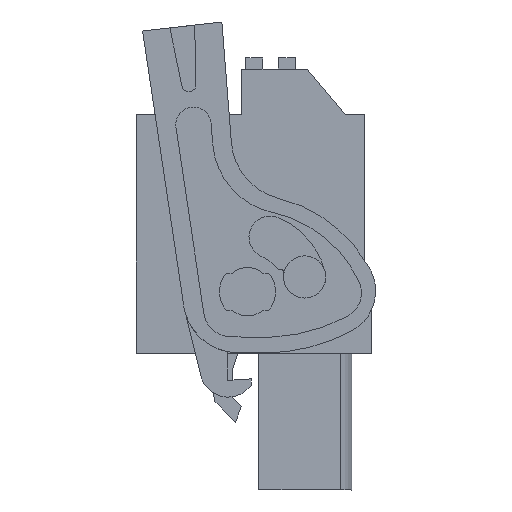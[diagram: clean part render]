
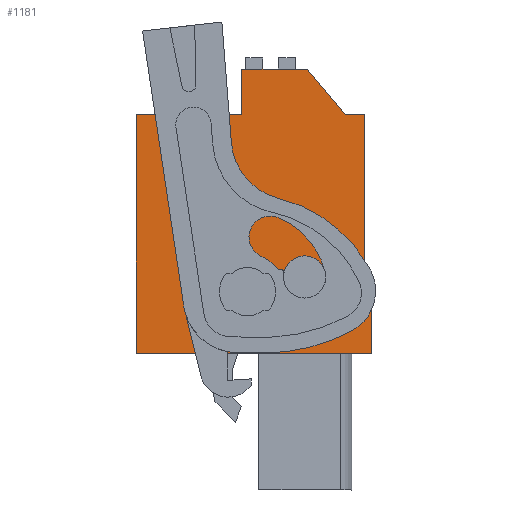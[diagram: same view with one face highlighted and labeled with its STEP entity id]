
A CAD part, left-side view. The second image highlights one B-rep face of the part: STEP entity #1181.
In plain terms, the highlighted planar face has unit normal (-1, 0, 0).
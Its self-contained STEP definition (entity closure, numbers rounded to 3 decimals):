
#1077=AXIS2_PLACEMENT_3D('Plane Axis2P3D',#1074,#1075,#1076) ;
#1147=AXIS2_PLACEMENT_3D('Circle Axis2P3D',#1145,#1146,$) ;
#1156=AXIS2_PLACEMENT_3D('Circle Axis2P3D',#1154,#1155,$) ;
#1165=AXIS2_PLACEMENT_3D('Circle Axis2P3D',#1163,#1164,$) ;
#1174=AXIS2_PLACEMENT_3D('Circle Axis2P3D',#1172,#1173,$) ;
#40=CARTESIAN_POINT('Vertex',(4.752,0.263,13.383)) ;
#45=CARTESIAN_POINT('Line Origine',(4.752,0.263,11.066)) ;
#49=CARTESIAN_POINT('Vertex',(4.752,0.263,8.75)) ;
#348=CARTESIAN_POINT('Line Origine',(4.752,7.788,8.75)) ;
#352=CARTESIAN_POINT('Vertex',(4.752,15.313,8.75)) ;
#1074=CARTESIAN_POINT('Axis2P3D Location',(4.752,0.263,0.)) ;
#1079=CARTESIAN_POINT('Line Origine',(4.752,0.488,13.608)) ;
#1083=CARTESIAN_POINT('Vertex',(4.752,0.713,13.833)) ;
#1086=CARTESIAN_POINT('Line Origine',(4.752,0.713,18.936)) ;
#1090=CARTESIAN_POINT('Vertex',(4.752,0.713,24.04)) ;
#1093=CARTESIAN_POINT('Line Origine',(4.752,1.327,24.04)) ;
#1097=CARTESIAN_POINT('Vertex',(4.752,1.942,24.04)) ;
#1100=CARTESIAN_POINT('Line Origine',(4.752,3.159,25.49)) ;
#1104=CARTESIAN_POINT('Vertex',(4.752,4.375,26.94)) ;
#1107=CARTESIAN_POINT('Line Origine',(4.752,6.469,26.94)) ;
#1111=CARTESIAN_POINT('Vertex',(4.752,8.563,26.94)) ;
#1114=CARTESIAN_POINT('Line Origine',(4.752,8.563,25.49)) ;
#1118=CARTESIAN_POINT('Vertex',(4.752,8.563,24.04)) ;
#1121=CARTESIAN_POINT('Line Origine',(4.752,11.938,24.04)) ;
#1125=CARTESIAN_POINT('Vertex',(4.752,15.313,24.04)) ;
#1128=CARTESIAN_POINT('Line Origine',(4.752,15.313,16.395)) ;
#1145=CARTESIAN_POINT('Axis2P3D Location',(4.752,8.204,12.691)) ;
#1149=CARTESIAN_POINT('Vertex',(4.752,8.204,11.141)) ;
#1151=CARTESIAN_POINT('Vertex',(4.752,8.204,14.241)) ;
#1154=CARTESIAN_POINT('Axis2P3D Location',(4.752,8.204,12.691)) ;
#1163=CARTESIAN_POINT('Axis2P3D Location',(4.752,4.544,13.641)) ;
#1167=CARTESIAN_POINT('Vertex',(4.752,4.544,14.991)) ;
#1169=CARTESIAN_POINT('Vertex',(4.752,4.544,12.291)) ;
#1172=CARTESIAN_POINT('Axis2P3D Location',(4.752,4.544,13.641)) ;
#46=DIRECTION('Vector Direction',(0.,0.,-1.)) ;
#349=DIRECTION('Vector Direction',(0.,1.,0.)) ;
#1075=DIRECTION('Axis2P3D Direction',(-1.,0.,0.)) ;
#1076=DIRECTION('Axis2P3D XDirection',(0.,0.,1.)) ;
#1080=DIRECTION('Vector Direction',(0.,-0.707,-0.707)) ;
#1087=DIRECTION('Vector Direction',(0.,0.,1.)) ;
#1094=DIRECTION('Vector Direction',(0.,1.,0.)) ;
#1101=DIRECTION('Vector Direction',(0.,-0.643,-0.766)) ;
#1108=DIRECTION('Vector Direction',(0.,-1.,0.)) ;
#1115=DIRECTION('Vector Direction',(0.,0.,1.)) ;
#1122=DIRECTION('Vector Direction',(0.,-1.,0.)) ;
#1129=DIRECTION('Vector Direction',(0.,0.,-1.)) ;
#1146=DIRECTION('Axis2P3D Direction',(-1.,0.,0.)) ;
#1155=DIRECTION('Axis2P3D Direction',(-1.,0.,0.)) ;
#1164=DIRECTION('Axis2P3D Direction',(-1.,0.,0.)) ;
#1173=DIRECTION('Axis2P3D Direction',(-1.,0.,0.)) ;
#47=VECTOR('Line Direction',#46,1.) ;
#350=VECTOR('Line Direction',#349,1.) ;
#1081=VECTOR('Line Direction',#1080,1.) ;
#1088=VECTOR('Line Direction',#1087,1.) ;
#1095=VECTOR('Line Direction',#1094,1.) ;
#1102=VECTOR('Line Direction',#1101,1.) ;
#1109=VECTOR('Line Direction',#1108,1.) ;
#1116=VECTOR('Line Direction',#1115,1.) ;
#1123=VECTOR('Line Direction',#1122,1.) ;
#1130=VECTOR('Line Direction',#1129,1.) ;
#1134=ORIENTED_EDGE('',*,*,#354,.T.) ;
#1135=ORIENTED_EDGE('',*,*,#51,.T.) ;
#1136=ORIENTED_EDGE('',*,*,#1085,.T.) ;
#1137=ORIENTED_EDGE('',*,*,#1092,.T.) ;
#1138=ORIENTED_EDGE('',*,*,#1099,.T.) ;
#1139=ORIENTED_EDGE('',*,*,#1106,.T.) ;
#1140=ORIENTED_EDGE('',*,*,#1113,.T.) ;
#1141=ORIENTED_EDGE('',*,*,#1120,.T.) ;
#1142=ORIENTED_EDGE('',*,*,#1127,.T.) ;
#1143=ORIENTED_EDGE('',*,*,#1132,.T.) ;
#1160=ORIENTED_EDGE('',*,*,#1153,.F.) ;
#1161=ORIENTED_EDGE('',*,*,#1158,.F.) ;
#1178=ORIENTED_EDGE('',*,*,#1171,.F.) ;
#1179=ORIENTED_EDGE('',*,*,#1176,.F.) ;
#1162=FACE_BOUND('',#1159,.T.) ;
#1180=FACE_BOUND('',#1177,.T.) ;
#1181=ADVANCED_FACE('HOUSING',(#1144,#1162,#1180),#1078,.T.) ;
#1148=CIRCLE('generated circle',#1147,1.55) ;
#1157=CIRCLE('generated circle',#1156,1.55) ;
#1166=CIRCLE('generated circle',#1165,1.35) ;
#1175=CIRCLE('generated circle',#1174,1.35) ;
#51=EDGE_CURVE('',#50,#41,#48,.F.) ;
#354=EDGE_CURVE('',#353,#50,#351,.F.) ;
#1085=EDGE_CURVE('',#41,#1084,#1082,.F.) ;
#1092=EDGE_CURVE('',#1084,#1091,#1089,.T.) ;
#1099=EDGE_CURVE('',#1091,#1098,#1096,.T.) ;
#1106=EDGE_CURVE('',#1098,#1105,#1103,.F.) ;
#1113=EDGE_CURVE('',#1105,#1112,#1110,.F.) ;
#1120=EDGE_CURVE('',#1112,#1119,#1117,.F.) ;
#1127=EDGE_CURVE('',#1119,#1126,#1124,.F.) ;
#1132=EDGE_CURVE('',#1126,#353,#1131,.T.) ;
#1153=EDGE_CURVE('',#1150,#1152,#1148,.T.) ;
#1158=EDGE_CURVE('',#1152,#1150,#1157,.T.) ;
#1171=EDGE_CURVE('',#1168,#1170,#1166,.T.) ;
#1176=EDGE_CURVE('',#1170,#1168,#1175,.T.) ;
#1133=EDGE_LOOP('',(#1134,#1135,#1136,#1137,#1138,#1139,#1140,#1141,#1142,#1143)) ;
#1159=EDGE_LOOP('',(#1160,#1161)) ;
#1177=EDGE_LOOP('',(#1178,#1179)) ;
#1144=FACE_OUTER_BOUND('',#1133,.T.) ;
#48=LINE('Line',#45,#47) ;
#351=LINE('Line',#348,#350) ;
#1082=LINE('Line',#1079,#1081) ;
#1089=LINE('Line',#1086,#1088) ;
#1096=LINE('Line',#1093,#1095) ;
#1103=LINE('Line',#1100,#1102) ;
#1110=LINE('Line',#1107,#1109) ;
#1117=LINE('Line',#1114,#1116) ;
#1124=LINE('Line',#1121,#1123) ;
#1131=LINE('Line',#1128,#1130) ;
#1078=PLANE('',#1077) ;
#41=VERTEX_POINT('',#40) ;
#50=VERTEX_POINT('',#49) ;
#353=VERTEX_POINT('',#352) ;
#1084=VERTEX_POINT('',#1083) ;
#1091=VERTEX_POINT('',#1090) ;
#1098=VERTEX_POINT('',#1097) ;
#1105=VERTEX_POINT('',#1104) ;
#1112=VERTEX_POINT('',#1111) ;
#1119=VERTEX_POINT('',#1118) ;
#1126=VERTEX_POINT('',#1125) ;
#1150=VERTEX_POINT('',#1149) ;
#1152=VERTEX_POINT('',#1151) ;
#1168=VERTEX_POINT('',#1167) ;
#1170=VERTEX_POINT('',#1169) ;
